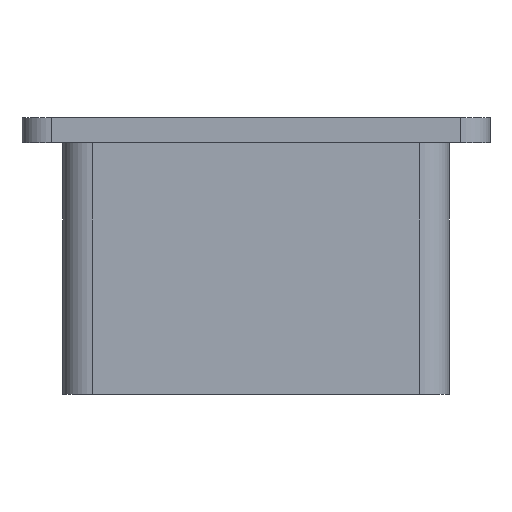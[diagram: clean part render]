
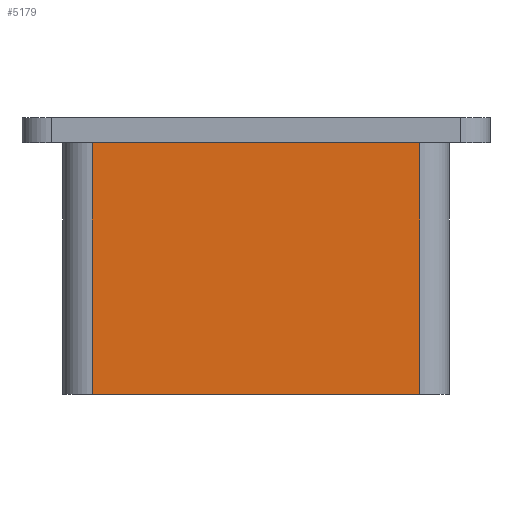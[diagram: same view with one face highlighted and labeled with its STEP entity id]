
A CAD part, front view. The second image highlights one B-rep face of the part: STEP entity #5179.
In plain terms, the highlighted planar face has unit normal (0, -1, 0).
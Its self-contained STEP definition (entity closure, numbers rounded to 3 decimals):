
#399 = ORIENTED_EDGE ( 'NONE', *, *, #3125, .T. ) ;
#411 = DIRECTION ( 'NONE',  ( 0., -1., 0. ) ) ;
#413 = VERTEX_POINT ( 'NONE', #3758 ) ;
#769 = EDGE_CURVE ( 'NONE', #2415, #1695, #2908, .T. ) ;
#817 = FACE_OUTER_BOUND ( 'NONE', #4283, .T. ) ;
#873 = CARTESIAN_POINT ( 'NONE',  ( -763.632, -1421.911, 45.318 ) ) ;
#1184 = LINE ( 'NONE', #5724, #1272 ) ;
#1272 = VECTOR ( 'NONE', #5252, 1000. ) ;
#1383 = EDGE_CURVE ( 'NONE', #2415, #413, #3349, .T. ) ;
#1517 = CARTESIAN_POINT ( 'NONE',  ( -707.632, -1421.911, 45.318 ) ) ;
#1695 = VERTEX_POINT ( 'NONE', #4436 ) ;
#1925 = EDGE_CURVE ( 'NONE', #413, #3841, #1184, .T. ) ;
#2125 = PLANE ( 'NONE',  #2794 ) ;
#2415 = VERTEX_POINT ( 'NONE', #4027 ) ;
#2780 = ORIENTED_EDGE ( 'NONE', *, *, #1925, .F. ) ;
#2794 = AXIS2_PLACEMENT_3D ( 'NONE', #5672, #411, #3055 ) ;
#2908 = LINE ( 'NONE', #4718, #4520 ) ;
#3055 = DIRECTION ( 'NONE',  ( -1., 0., 0. ) ) ;
#3125 = EDGE_CURVE ( 'NONE', #1695, #3841, #4068, .T. ) ;
#3133 = DIRECTION ( 'NONE',  ( 0., 0., -1. ) ) ;
#3349 = LINE ( 'NONE', #1517, #3811 ) ;
#3563 = VECTOR ( 'NONE', #3133, 1000. ) ;
#3758 = CARTESIAN_POINT ( 'NONE',  ( -707.632, -1421.911, 2.318 ) ) ;
#3811 = VECTOR ( 'NONE', #5471, 1000. ) ;
#3841 = VERTEX_POINT ( 'NONE', #4495 ) ;
#4027 = CARTESIAN_POINT ( 'NONE',  ( -707.632, -1421.911, 45.318 ) ) ;
#4068 = LINE ( 'NONE', #873, #3563 ) ;
#4283 = EDGE_LOOP ( 'NONE', ( #5300, #399, #2780, #4831 ) ) ;
#4436 = CARTESIAN_POINT ( 'NONE',  ( -763.632, -1421.911, 45.318 ) ) ;
#4495 = CARTESIAN_POINT ( 'NONE',  ( -763.632, -1421.911, 2.318 ) ) ;
#4520 = VECTOR ( 'NONE', #4803, 1000. ) ;
#4718 = CARTESIAN_POINT ( 'NONE',  ( -707.632, -1421.911, 45.318 ) ) ;
#4803 = DIRECTION ( 'NONE',  ( -1., 0., 0. ) ) ;
#4831 = ORIENTED_EDGE ( 'NONE', *, *, #1383, .F. ) ;
#5179 = ADVANCED_FACE ( 'NONE', ( #817 ), #2125, .T. ) ;
#5252 = DIRECTION ( 'NONE',  ( -1., 0., 0. ) ) ;
#5300 = ORIENTED_EDGE ( 'NONE', *, *, #769, .T. ) ;
#5471 = DIRECTION ( 'NONE',  ( 0., 0., -1. ) ) ;
#5672 = CARTESIAN_POINT ( 'NONE',  ( -707.632, -1421.911, 45.318 ) ) ;
#5724 = CARTESIAN_POINT ( 'NONE',  ( -707.632, -1421.911, 2.318 ) ) ;
